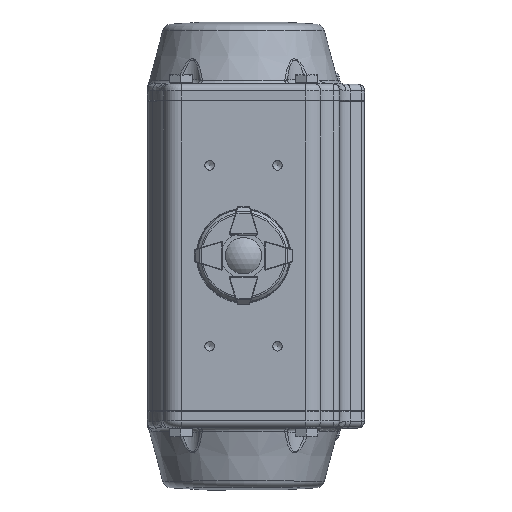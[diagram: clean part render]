
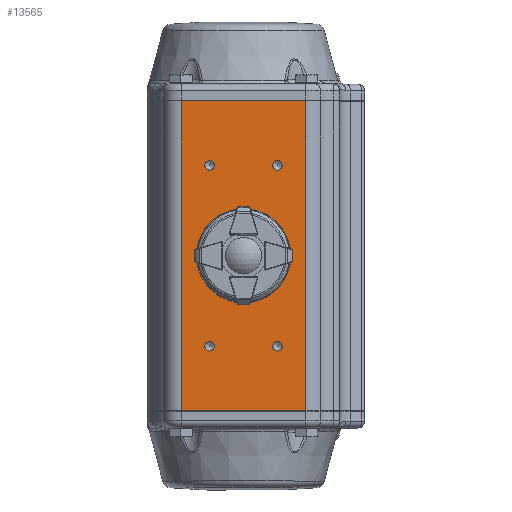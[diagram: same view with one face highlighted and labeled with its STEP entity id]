
A CAD part, top view. The second image highlights one B-rep face of the part: STEP entity #13565.
In plain terms, the highlighted face is planar.
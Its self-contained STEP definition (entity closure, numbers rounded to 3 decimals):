
#1469=CIRCLE('',#15829,2.1);
#1471=CIRCLE('',#15833,2.1);
#1473=CIRCLE('',#15837,2.1);
#1475=CIRCLE('',#15841,2.1);
#1477=CIRCLE('',#15844,15.8);
#4250=ORIENTED_EDGE('',*,*,#6850,.F.);
#4251=ORIENTED_EDGE('',*,*,#6918,.F.);
#4252=ORIENTED_EDGE('',*,*,#6886,.T.);
#4253=ORIENTED_EDGE('',*,*,#6919,.T.);
#4254=ORIENTED_EDGE('',*,*,#6512,.T.);
#4255=ORIENTED_EDGE('',*,*,#6504,.F.);
#4256=ORIENTED_EDGE('',*,*,#6506,.F.);
#4257=ORIENTED_EDGE('',*,*,#6508,.F.);
#4258=ORIENTED_EDGE('',*,*,#6510,.F.);
#6504=EDGE_CURVE('',#8227,#8227,#1469,.T.);
#6506=EDGE_CURVE('',#8230,#8230,#1471,.T.);
#6508=EDGE_CURVE('',#8233,#8233,#1473,.T.);
#6510=EDGE_CURVE('',#8236,#8236,#1475,.T.);
#6512=EDGE_CURVE('',#8238,#8238,#1477,.T.);
#6850=EDGE_CURVE('',#8447,#8448,#9366,.T.);
#6886=EDGE_CURVE('',#8484,#8483,#9381,.T.);
#6918=EDGE_CURVE('',#8484,#8447,#9396,.T.);
#6919=EDGE_CURVE('',#8483,#8448,#9397,.T.);
#8227=VERTEX_POINT('',#24335);
#8230=VERTEX_POINT('',#24342);
#8233=VERTEX_POINT('',#24349);
#8236=VERTEX_POINT('',#24356);
#8238=VERTEX_POINT('',#24361);
#8447=VERTEX_POINT('',#26970);
#8448=VERTEX_POINT('',#26972);
#8483=VERTEX_POINT('',#27043);
#8484=VERTEX_POINT('',#27045);
#9366=LINE('',#26971,#10167);
#9381=LINE('',#27044,#10182);
#9396=LINE('',#27107,#10197);
#9397=LINE('',#27109,#10198);
#10167=VECTOR('',#19021,1000.);
#10182=VECTOR('',#19080,1000.);
#10197=VECTOR('',#19137,1000.);
#10198=VECTOR('',#19140,1000.);
#11253=EDGE_LOOP('',(#4250,#4251,#4252,#4253));
#11254=EDGE_LOOP('',(#4254));
#11255=EDGE_LOOP('',(#4255));
#11256=EDGE_LOOP('',(#4256));
#11257=EDGE_LOOP('',(#4257));
#11258=EDGE_LOOP('',(#4258));
#12337=FACE_BOUND('',#11253,.T.);
#12338=FACE_BOUND('',#11254,.T.);
#12339=FACE_BOUND('',#11255,.T.);
#12340=FACE_BOUND('',#11256,.T.);
#12341=FACE_BOUND('',#11257,.T.);
#12342=FACE_BOUND('',#11258,.T.);
#12867=PLANE('',#16205);
#13565=ADVANCED_FACE('',(#12337,#12338,#12339,#12340,#12341,#12342),#12867,
 .T.);
#15829=AXIS2_PLACEMENT_3D('',#24334,#18315,#18316);
#15833=AXIS2_PLACEMENT_3D('',#24341,#18323,#18324);
#15837=AXIS2_PLACEMENT_3D('',#24348,#18331,#18332);
#15841=AXIS2_PLACEMENT_3D('',#24355,#18339,#18340);
#15844=AXIS2_PLACEMENT_3D('',#24360,#18345,#18346);
#16205=AXIS2_PLACEMENT_3D('',#27243,#19278,#19279);
#18315=DIRECTION('',(0.,1.,0.));
#18316=DIRECTION('',(0.,0.,1.));
#18323=DIRECTION('',(0.,1.,0.));
#18324=DIRECTION('',(0.,0.,1.));
#18331=DIRECTION('',(0.,1.,0.));
#18332=DIRECTION('',(0.,0.,1.));
#18339=DIRECTION('',(0.,1.,0.));
#18340=DIRECTION('',(0.,0.,1.));
#18345=DIRECTION('',(0.,-1.,0.));
#18346=DIRECTION('',(-1.,0.,0.));
#19021=DIRECTION('',(1.,0.,0.));
#19080=DIRECTION('',(1.,0.,0.));
#19137=DIRECTION('',(0.,0.,-1.));
#19140=DIRECTION('',(0.,0.,-1.));
#19278=DIRECTION('',(0.,1.,0.));
#19279=DIRECTION('',(1.,0.,0.));
#24334=CARTESIAN_POINT('',(15.,51.,40.));
#24335=CARTESIAN_POINT('',(15.,51.,42.1));
#24341=CARTESIAN_POINT('',(-15.,51.,40.));
#24342=CARTESIAN_POINT('',(-15.,51.,42.1));
#24348=CARTESIAN_POINT('',(15.,51.,-40.));
#24349=CARTESIAN_POINT('',(15.,51.,-37.9));
#24355=CARTESIAN_POINT('',(-15.,51.,-40.));
#24356=CARTESIAN_POINT('',(-15.,51.,-37.9));
#24360=CARTESIAN_POINT('',(0.,51.,0.));
#24361=CARTESIAN_POINT('',(-15.8,51.,0.));
#26970=CARTESIAN_POINT('',(-27.474,51.,-68.5));
#26971=CARTESIAN_POINT('',(-27.474,51.,-68.5));
#26972=CARTESIAN_POINT('',(27.474,51.,-68.5));
#27043=CARTESIAN_POINT('',(27.474,51.,68.5));
#27044=CARTESIAN_POINT('',(-27.474,51.,68.5));
#27045=CARTESIAN_POINT('',(-27.474,51.,68.5));
#27107=CARTESIAN_POINT('',(-27.474,51.,68.5));
#27109=CARTESIAN_POINT('',(27.474,51.,68.5));
#27243=CARTESIAN_POINT('',(-27.474,51.,68.5));
